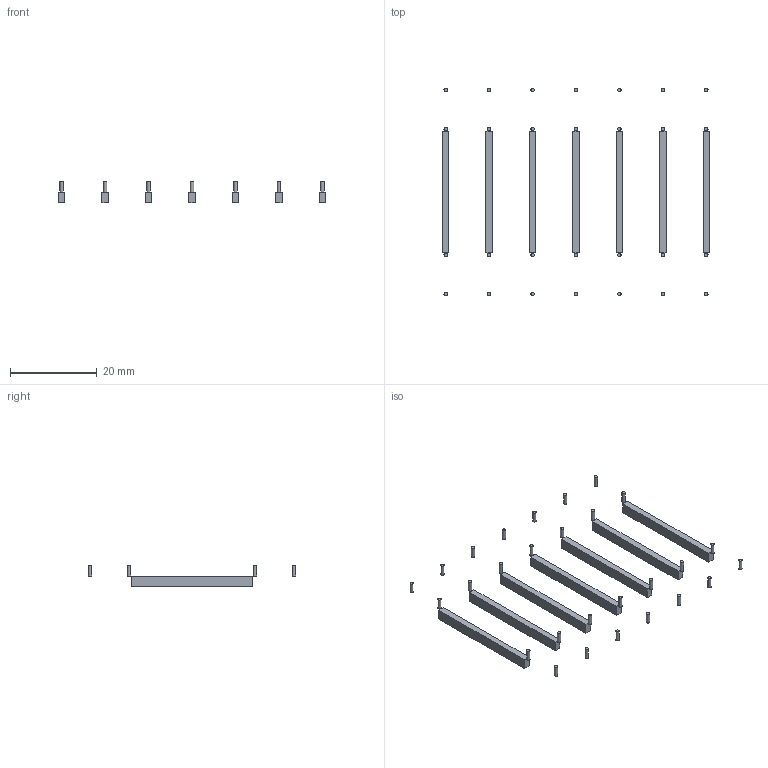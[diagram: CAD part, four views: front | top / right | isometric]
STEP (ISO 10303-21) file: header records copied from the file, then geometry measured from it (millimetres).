
FILE_DESCRIPTION(('Open CASCADE Model'),'2;1');
FILE_NAME('Open CASCADE Shape Model','2026-02-12T16:12:28',('Author'),( 'Open CASCADE'),'Open CASCADE STEP processor 7.8','Open CASCADE 7.8' ,'Unknown');
FILE_SCHEMA(('AUTOMOTIVE_DESIGN { 1 0 10303 214 1 1 1 1 }'));
Length unit declared in the file: millimetre
Products named in the file (36): Open CASCADE STEP translator 7.8 7; Open CASCADE STEP translator 7.8 7.1; Open CASCADE STEP translator 7.8 7.2; Open CASCADE STEP translator 7.8 7.3; Open CASCADE STEP translator 7.8 7.4; Open CASCADE STEP translator 7.8 7.5; Open CASCADE STEP translator 7.8 7.6; Open CASCADE STEP translator 7.8 7.7; Open CASCADE STEP translator 7.8 7.8; Open CASCADE STEP translator 7.8 7.9; Open CASCADE STEP translator 7.8 7.10; Open CASCADE STEP translator 7.8 7.11; Open CASCADE STEP translator 7.8 7.12; Open CASCADE STEP translator 7.8 7.13; Open CASCADE STEP translator 7.8 7.14; Open CASCADE STEP translator 7.8 7.15; Open CASCADE STEP translator 7.8 7.16; Open CASCADE STEP translator 7.8 7.17; Open CASCADE STEP translator 7.8 7.18; Open CASCADE STEP translator 7.8 7.19; Open CASCADE STEP translator 7.8 7.20; Open CASCADE STEP translator 7.8 7.21; Open CASCADE STEP translator 7.8 7.22; Open CASCADE STEP translator 7.8 7.23; Open CASCADE STEP translator 7.8 7.24; Open CASCADE STEP translator 7.8 7.25; Open CASCADE STEP translator 7.8 7.26; Open CASCADE STEP translator 7.8 7.27; Open CASCADE STEP translator 7.8 7.28; Open CASCADE STEP translator 7.8 7.29; Open CASCADE STEP translator 7.8 7.30; Open CASCADE STEP translator 7.8 7.31; Open CASCADE STEP translator 7.8 7.32; Open CASCADE STEP translator 7.8 7.33; Open CASCADE STEP translator 7.8 7.34; Open CASCADE STEP translator 7.8 7.35
Assembly tree (35 placements, depth 2):
  Open CASCADE STEP translator 7.8 7
    Open CASCADE STEP translator 7.8 7.1
    Open CASCADE STEP translator 7.8 7.2
    Open CASCADE STEP translator 7.8 7.3
    Open CASCADE STEP translator 7.8 7.4
    Open CASCADE STEP translator 7.8 7.5
    Open CASCADE STEP translator 7.8 7.6
    Open CASCADE STEP translator 7.8 7.7
    Open CASCADE STEP translator 7.8 7.8
    Open CASCADE STEP translator 7.8 7.9
    Open CASCADE STEP translator 7.8 7.10
    Open CASCADE STEP translator 7.8 7.11
    Open CASCADE STEP translator 7.8 7.12
    Open CASCADE STEP translator 7.8 7.13
    Open CASCADE STEP translator 7.8 7.14
    Open CASCADE STEP translator 7.8 7.15
    Open CASCADE STEP translator 7.8 7.16
    Open CASCADE STEP translator 7.8 7.17
    Open CASCADE STEP translator 7.8 7.18
    Open CASCADE STEP translator 7.8 7.19
    Open CASCADE STEP translator 7.8 7.20
    Open CASCADE STEP translator 7.8 7.21
    Open CASCADE STEP translator 7.8 7.22
    Open CASCADE STEP translator 7.8 7.23
    Open CASCADE STEP translator 7.8 7.24
    Open CASCADE STEP translator 7.8 7.25
    Open CASCADE STEP translator 7.8 7.26
    Open CASCADE STEP translator 7.8 7.27
    Open CASCADE STEP translator 7.8 7.28
    Open CASCADE STEP translator 7.8 7.29
    Open CASCADE STEP translator 7.8 7.30
    Open CASCADE STEP translator 7.8 7.31
    Open CASCADE STEP translator 7.8 7.32
    Open CASCADE STEP translator 7.8 7.33
    Open CASCADE STEP translator 7.8 7.34
    Open CASCADE STEP translator 7.8 7.35
Bounding box: 61.5 x 47.8 x 5 mm (x, y, z)
Volume: 770.2 mm3; surface area: 1824.6 mm2
Topology: 35 solids, 35 shells, 126 faces, 168 edges, 112 vertices
Faces by surface type: plane 98, cylinder 28
Full cylindrical faces by diameter (mm): 0.8 x28
Entity records: 5364 total; most frequent: DIRECTION 884, CARTESIAN_POINT 778, LINE 392, VECTOR 392, ORIENTED_EDGE 336, PCURVE 336, DEFINITIONAL_REPRESENTATION 336, AXIS2_PLACEMENT_3D 218
